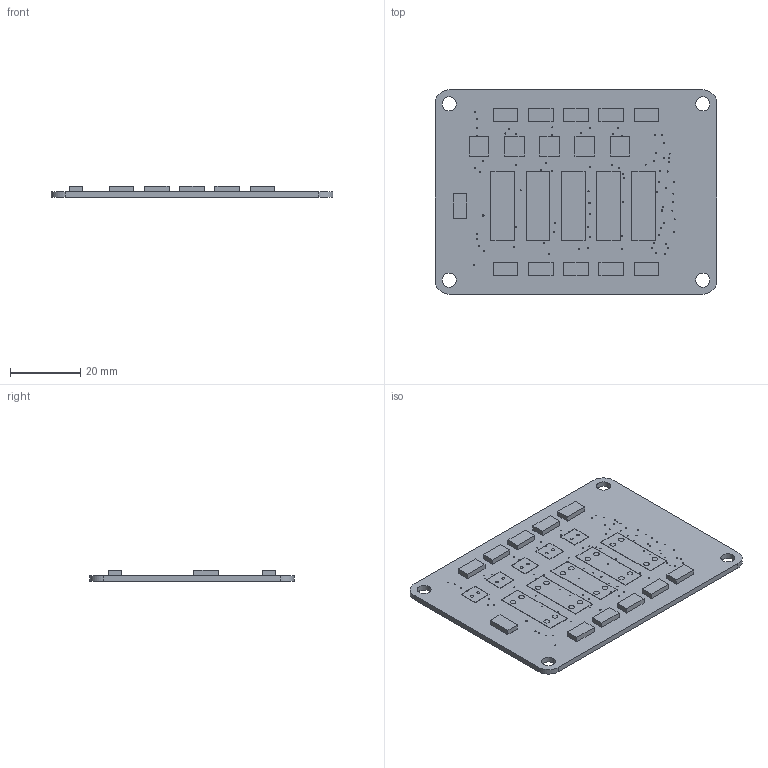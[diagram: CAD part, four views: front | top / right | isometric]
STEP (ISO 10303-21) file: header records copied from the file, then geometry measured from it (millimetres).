
FILE_DESCRIPTION(/* description */ (''),/* implementation_level */ '2;1');
FILE_NAME(/* name */ 'a41c141c-e0f1-4102-b75c-2e56d8eb9ec0.stp',/* time_stamp */ '2020-07-22T09:27:12+00:00',/* author */ (''),/* organization */ (''),/* preprocessor_version */ 'ST-DEVELOPER v18.1',/* originating_system */ 'Autodesk Translation Framework v9.3.0.1241',/* authorisation */ '');
FILE_SCHEMA (('AUTOMOTIVE_DESIGN { 1 0 10303 214 3 1 1 }'));
Length unit declared in the file: millimetre
Products named in the file (7): a41c141c-e0f1-4102-b75c-2e56d8eb9ec0; PCB Component; Board; E2,5-6E; MSTBA2; LOGO-CRI-NEW-130MMX30MM-TPLACE; FUSE
Assembly tree (24 placements, depth 3):
  a41c141c-e0f1-4102-b75c-2e56d8eb9ec0
    PCB Component
      Board
      E2,5-6E  x5
      MSTBA2  x11
      LOGO-CRI-NEW-130MMX30MM-TPLACE
      FUSE  x5
Bounding box: 80 x 58 x 3.18 mm (x, y, z)
Volume: 7657.2 mm3; surface area: 14298.3 mm2
Topology: 23 solids, 23 shells, 291 faces, 735 edges, 490 vertices
Faces by surface type: cylinder 153, plane 138
Full cylindrical faces by diameter (mm): 0.3 x92, 0.5 x1, 0.813 x10, 1.397 x22, 1.6 x20, 4 x4
Entity records: 7240 total; most frequent: DIRECTION 1253, CARTESIAN_POINT 1079, ORIENTED_EDGE 1038, AXIS2_PLACEMENT_3D 520, EDGE_CURVE 519, EDGE_LOOP 481, VERTEX_POINT 346, CIRCLE 306
